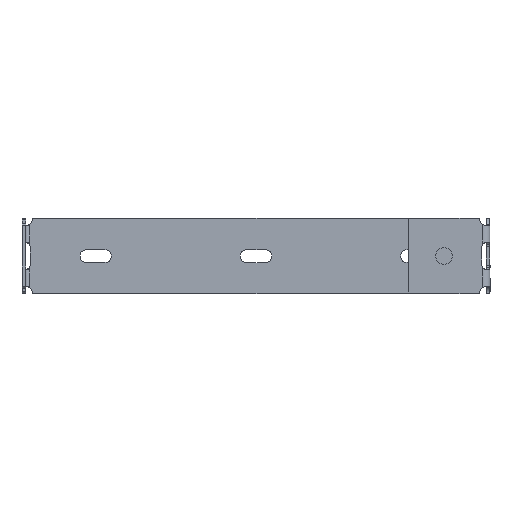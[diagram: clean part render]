
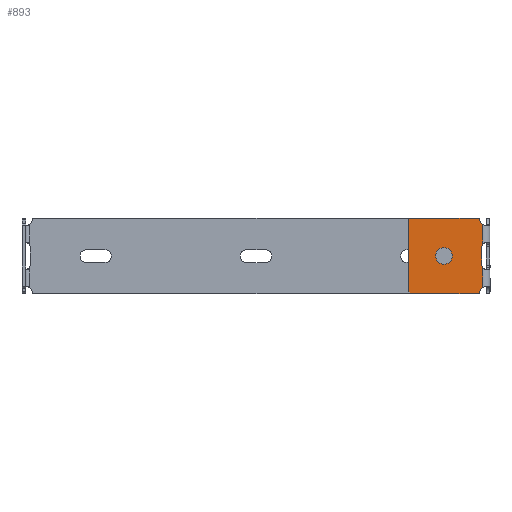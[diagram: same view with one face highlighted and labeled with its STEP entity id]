
A CAD part, top view. The second image highlights one B-rep face of the part: STEP entity #893.
In plain terms, the highlighted planar face has unit normal (0, 0, 1).
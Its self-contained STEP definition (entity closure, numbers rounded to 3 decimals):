
#447 = CARTESIAN_POINT ( 'NONE',  ( 135.183, -20.5, 48.003 ) ) ;
#461 = CARTESIAN_POINT ( 'NONE',  ( 135.183, 20.5, 48.003 ) ) ;
#463 = CARTESIAN_POINT ( 'NONE',  ( 98.11, 20.5, 48.003 ) ) ;
#471 = CARTESIAN_POINT ( 'NONE',  ( 137.11, 17.079, 48.003 ) ) ;
#524 = CARTESIAN_POINT ( 'NONE',  ( 137.11, 6.397, 48.003 ) ) ;
#525 = CARTESIAN_POINT ( 'NONE',  ( 98.11, -20.5, 48.003 ) ) ;
#532 = CARTESIAN_POINT ( 'NONE',  ( 136.683, 5., 48.003 ) ) ;
#536 = CARTESIAN_POINT ( 'NONE',  ( 120.61, 0., 48.003 ) ) ;
#648 = ORIENTED_EDGE ( 'NONE', *, *, #1343, .T. ) ;
#667 = ORIENTED_EDGE ( 'NONE', *, *, #3435, .F. ) ;
#669 = ORIENTED_EDGE ( 'NONE', *, *, #1359, .T. ) ;
#673 = ORIENTED_EDGE ( 'NONE', *, *, #1337, .F. ) ;
#676 = ORIENTED_EDGE ( 'NONE', *, *, #1360, .T. ) ;
#725 = CARTESIAN_POINT ( 'NONE',  ( 97.11, -20.5, 48.003 ) ) ;
#730 = CARTESIAN_POINT ( 'NONE',  ( 137.11, -20.5, 48.003 ) ) ;
#749 = DIRECTION ( 'NONE',  ( 0., -1., 0. ) ) ;
#753 = DIRECTION ( 'NONE',  ( 1., 0., 0. ) ) ;
#893 = ADVANCED_FACE ( 'NONE', ( #3900, #3906 ), #4172, .F. ) ;
#983 = CARTESIAN_POINT ( 'NONE',  ( 137.11, -20.5, 48.003 ) ) ;
#984 = DIRECTION ( 'NONE',  ( 0., -1., 0. ) ) ;
#1304 = ORIENTED_EDGE ( 'NONE', *, *, #1355, .F. ) ;
#1337 = EDGE_CURVE ( 'NONE', #4242, #4272, #3949, .T. ) ;
#1339 = EDGE_CURVE ( 'NONE', #4273, #4227, #3941, .T. ) ;
#1343 = EDGE_CURVE ( 'NONE', #2990, #2985, #3959, .T. ) ;
#1349 = EDGE_CURVE ( 'NONE', #4237, #4238, #3971, .T. ) ;
#1354 = EDGE_CURVE ( 'NONE', #2992, #4280, #3981, .T. ) ;
#1355 = EDGE_CURVE ( 'NONE', #2501, #2501, #3983, .T. ) ;
#1356 = EDGE_CURVE ( 'NONE', #4238, #2990, #3986, .T. ) ;
#1357 = EDGE_CURVE ( 'NONE', #2985, #4273, #3985, .T. ) ;
#1358 = EDGE_CURVE ( 'NONE', #4227, #2986, #3989, .T. ) ;
#1359 = EDGE_CURVE ( 'NONE', #2983, #2992, #3990, .T. ) ;
#1360 = EDGE_CURVE ( 'NONE', #4280, #4272, #3991, .T. ) ;
#1361 = EDGE_CURVE ( 'NONE', #4237, #4242, #3992, .T. ) ;
#2376 = LINE ( 'NONE', #983, #2379 ) ;
#2379 = VECTOR ( 'NONE', #984, 1000. ) ;
#2501 = VERTEX_POINT ( 'NONE', #536 ) ;
#2522 = AXIS2_PLACEMENT_3D ( 'NONE', #4171, #4177, #4178 ) ;
#2542 = AXIS2_PLACEMENT_3D ( 'NONE', #3287, #3288, #3289 ) ;
#2543 = AXIS2_PLACEMENT_3D ( 'NONE', #3292, #3293, #3294 ) ;
#2544 = AXIS2_PLACEMENT_3D ( 'NONE', #3295, #3296, #3297 ) ;
#2545 = AXIS2_PLACEMENT_3D ( 'NONE', #3300, #3301, #3302 ) ;
#2546 = AXIS2_PLACEMENT_3D ( 'NONE', #3303, #3304, #3305 ) ;
#2851 = ORIENTED_EDGE ( 'NONE', *, *, #1339, .T. ) ;
#2983 = VERTEX_POINT ( 'NONE', #3759 ) ;
#2985 = VERTEX_POINT ( 'NONE', #3760 ) ;
#2986 = VERTEX_POINT ( 'NONE', #3761 ) ;
#2990 = VERTEX_POINT ( 'NONE', #3763 ) ;
#2992 = VERTEX_POINT ( 'NONE', #3765 ) ;
#3189 = EDGE_LOOP ( 'NONE', ( #4338, #4332, #648, #4340, #2851, #4350, #667, #669, #4403, #676, #673, #3267 ) ) ;
#3267 = ORIENTED_EDGE ( 'NONE', *, *, #1361, .F. ) ;
#3286 = DIRECTION ( 'NONE',  ( 0., 1., 0. ) ) ;
#3287 = CARTESIAN_POINT ( 'NONE',  ( 116.11, 0., 48.003 ) ) ;
#3288 = DIRECTION ( 'NONE',  ( 0., 0., 1. ) ) ;
#3289 = DIRECTION ( 'NONE',  ( 1., 0., 0. ) ) ;
#3290 = DIRECTION ( 'NONE',  ( -0.707, -0.707, 0. ) ) ;
#3291 = DIRECTION ( 'NONE',  ( 0.707, -0.707, 0. ) ) ;
#3292 = CARTESIAN_POINT ( 'NONE',  ( 139.183, -20.5, 48.003 ) ) ;
#3293 = DIRECTION ( 'NONE',  ( 0., 0., -1. ) ) ;
#3294 = DIRECTION ( 'NONE',  ( -1., 0., 0. ) ) ;
#3295 = CARTESIAN_POINT ( 'NONE',  ( 139.183, -5., 48.003 ) ) ;
#3296 = DIRECTION ( 'NONE',  ( 0., 0., -1. ) ) ;
#3297 = DIRECTION ( 'NONE',  ( -1., 0., 0. ) ) ;
#3300 = CARTESIAN_POINT ( 'NONE',  ( 139.183, 5., 48.003 ) ) ;
#3301 = DIRECTION ( 'NONE',  ( 0., 0., -1. ) ) ;
#3302 = DIRECTION ( 'NONE',  ( -1., 0., 0. ) ) ;
#3303 = CARTESIAN_POINT ( 'NONE',  ( 139.183, 20.5, 48.003 ) ) ;
#3304 = DIRECTION ( 'NONE',  ( 0., 0., 1. ) ) ;
#3305 = DIRECTION ( 'NONE',  ( 1., 0., 0. ) ) ;
#3435 = EDGE_CURVE ( 'NONE', #2983, #2986, #2376, .T. ) ;
#3608 = CARTESIAN_POINT ( 'NONE',  ( 97.11, -20.5, 48.003 ) ) ;
#3611 = DIRECTION ( 'NONE',  ( 0., -1., 0. ) ) ;
#3638 = CARTESIAN_POINT ( 'NONE',  ( 97.11, 20.5, 48.003 ) ) ;
#3641 = DIRECTION ( 'NONE',  ( -1., 0., 0. ) ) ;
#3650 = CARTESIAN_POINT ( 'NONE',  ( 97.11, 19.5, 48.003 ) ) ;
#3657 = CARTESIAN_POINT ( 'NONE',  ( 98.11, -20.5, 48.003 ) ) ;
#3663 = CARTESIAN_POINT ( 'NONE',  ( 136.683, -20.5, 48.003 ) ) ;
#3759 = CARTESIAN_POINT ( 'NONE',  ( 137.11, -6.397, 48.003 ) ) ;
#3760 = CARTESIAN_POINT ( 'NONE',  ( 97.11, -19.5, 48.003 ) ) ;
#3761 = CARTESIAN_POINT ( 'NONE',  ( 137.11, -17.079, 48.003 ) ) ;
#3763 = CARTESIAN_POINT ( 'NONE',  ( 97.11, 19.5, 48.003 ) ) ;
#3765 = CARTESIAN_POINT ( 'NONE',  ( 136.683, -5., 48.003 ) ) ;
#3900 = FACE_BOUND ( 'NONE', #4216, .T. ) ;
#3906 = FACE_OUTER_BOUND ( 'NONE', #3189, .T. ) ;
#3941 = LINE ( 'NONE', #725, #3954 ) ;
#3949 = LINE ( 'NONE', #730, #3950 ) ;
#3950 = VECTOR ( 'NONE', #749, 1000. ) ;
#3954 = VECTOR ( 'NONE', #753, 1000. ) ;
#3959 = LINE ( 'NONE', #3608, #3962 ) ;
#3962 = VECTOR ( 'NONE', #3611, 1000. ) ;
#3971 = LINE ( 'NONE', #3638, #3974 ) ;
#3974 = VECTOR ( 'NONE', #3641, 1000. ) ;
#3981 = LINE ( 'NONE', #3663, #3984 ) ;
#3983 = CIRCLE ( 'NONE', #2542, 4.5 ) ;
#3984 = VECTOR ( 'NONE', #3286, 1000. ) ;
#3985 = LINE ( 'NONE', #3657, #3987 ) ;
#3986 = LINE ( 'NONE', #3650, #3988 ) ;
#3987 = VECTOR ( 'NONE', #3291, 1000. ) ;
#3988 = VECTOR ( 'NONE', #3290, 1000. ) ;
#3989 = CIRCLE ( 'NONE', #2543, 4. ) ;
#3990 = CIRCLE ( 'NONE', #2544, 2.5 ) ;
#3991 = CIRCLE ( 'NONE', #2545, 2.5 ) ;
#3992 = CIRCLE ( 'NONE', #2546, 4. ) ;
#4171 = CARTESIAN_POINT ( 'NONE',  ( 97.11, -20.5, 48.003 ) ) ;
#4172 = PLANE ( 'NONE',  #2522 ) ;
#4177 = DIRECTION ( 'NONE',  ( 0., 0., -1. ) ) ;
#4178 = DIRECTION ( 'NONE',  ( 0., 1., 0. ) ) ;
#4216 = EDGE_LOOP ( 'NONE', ( #1304 ) ) ;
#4227 = VERTEX_POINT ( 'NONE', #447 ) ;
#4237 = VERTEX_POINT ( 'NONE', #461 ) ;
#4238 = VERTEX_POINT ( 'NONE', #463 ) ;
#4242 = VERTEX_POINT ( 'NONE', #471 ) ;
#4272 = VERTEX_POINT ( 'NONE', #524 ) ;
#4273 = VERTEX_POINT ( 'NONE', #525 ) ;
#4280 = VERTEX_POINT ( 'NONE', #532 ) ;
#4332 = ORIENTED_EDGE ( 'NONE', *, *, #1356, .T. ) ;
#4338 = ORIENTED_EDGE ( 'NONE', *, *, #1349, .T. ) ;
#4340 = ORIENTED_EDGE ( 'NONE', *, *, #1357, .T. ) ;
#4350 = ORIENTED_EDGE ( 'NONE', *, *, #1358, .T. ) ;
#4403 = ORIENTED_EDGE ( 'NONE', *, *, #1354, .T. ) ;
